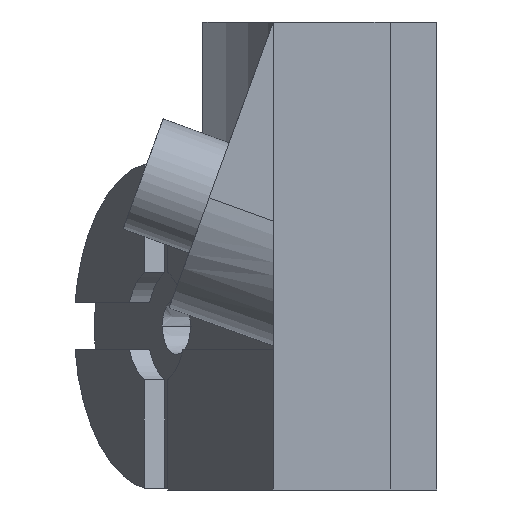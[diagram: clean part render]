
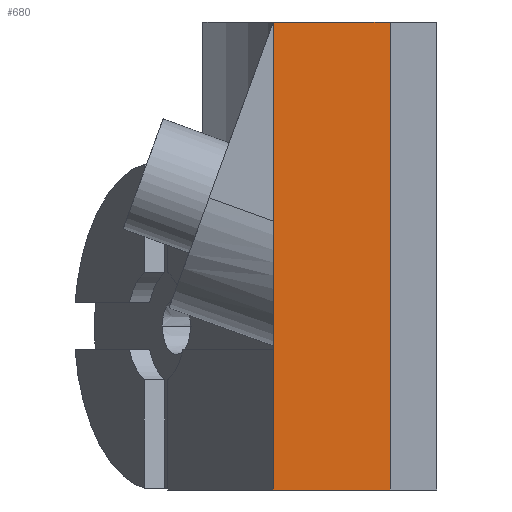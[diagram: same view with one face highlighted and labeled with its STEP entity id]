
A CAD part, left-side view. The second image highlights one B-rep face of the part: STEP entity #680.
In plain terms, the highlighted free-form (B-spline) face has degree [1, 1] with [2, 2] control points.
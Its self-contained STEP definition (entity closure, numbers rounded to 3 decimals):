
#264 = VERTEX_POINT('',#265);
#265 = CARTESIAN_POINT('',(-89.128,-25.138,
    0.));
#270 = EDGE_CURVE('',#271,#264,#273,.T.);
#271 = VERTEX_POINT('',#272);
#272 = CARTESIAN_POINT('',(-89.128,-2.264,
    0.));
#273 = B_SPLINE_CURVE_WITH_KNOTS('',1,(#274,#275),.UNSPECIFIED.,.F.,.F.,
  (2,2),(-25.,-0.),.PIECEWISE_BEZIER_KNOTS.);
#274 = CARTESIAN_POINT('',(-89.128,-2.264,
    0.));
#275 = CARTESIAN_POINT('',(-89.128,-25.138,
    0.));
#680 = ADVANCED_FACE('',(#681),#703,.F.);
#681 = FACE_BOUND('',#682,.T.);
#682 = EDGE_LOOP('',(#683,#692,#697,#698));
#683 = ORIENTED_EDGE('',*,*,#684,.F.);
#684 = EDGE_CURVE('',#685,#687,#689,.T.);
#685 = VERTEX_POINT('',#686);
#686 = CARTESIAN_POINT('',(-89.128,-2.264,
    91.494));
#687 = VERTEX_POINT('',#688);
#688 = CARTESIAN_POINT('',(-89.128,-25.138,
    91.494));
#689 = B_SPLINE_CURVE_WITH_KNOTS('',1,(#690,#691),.UNSPECIFIED.,.F.,.F.,
  (2,2),(-25.,-0.),.PIECEWISE_BEZIER_KNOTS.);
#690 = CARTESIAN_POINT('',(-89.128,-2.264,
    91.494));
#691 = CARTESIAN_POINT('',(-89.128,-25.138,
    91.494));
#692 = ORIENTED_EDGE('',*,*,#693,.F.);
#693 = EDGE_CURVE('',#271,#685,#694,.T.);
#694 = B_SPLINE_CURVE_WITH_KNOTS('',1,(#695,#696),.UNSPECIFIED.,.F.,.F.,
  (2,2),(0.,100.),.PIECEWISE_BEZIER_KNOTS.);
#695 = CARTESIAN_POINT('',(-89.128,-2.264,
    0.));
#696 = CARTESIAN_POINT('',(-89.128,-2.264,
    91.494));
#697 = ORIENTED_EDGE('',*,*,#270,.T.);
#698 = ORIENTED_EDGE('',*,*,#699,.F.);
#699 = EDGE_CURVE('',#687,#264,#700,.T.);
#700 = B_SPLINE_CURVE_WITH_KNOTS('',1,(#701,#702),.UNSPECIFIED.,.F.,.F.,
  (2,2),(-0.,100.),.PIECEWISE_BEZIER_KNOTS.);
#701 = CARTESIAN_POINT('',(-89.128,-25.138,
    91.494));
#702 = CARTESIAN_POINT('',(-89.128,-25.138,
    0.));
#703 = B_SPLINE_SURFACE_WITH_KNOTS('',1,1,(
    (#704,#705)
    ,(#706,#707
    )),.UNSPECIFIED.,.F.,.F.,.F.,(2,2),(2,2),(0.,100.),(0.,25.),
  .PIECEWISE_BEZIER_KNOTS.);
#704 = CARTESIAN_POINT('',(-89.128,-25.138,
    91.494));
#705 = CARTESIAN_POINT('',(-89.128,-2.264,
    91.494));
#706 = CARTESIAN_POINT('',(-89.128,-25.138,
    0.));
#707 = CARTESIAN_POINT('',(-89.128,-2.264,
    0.));
